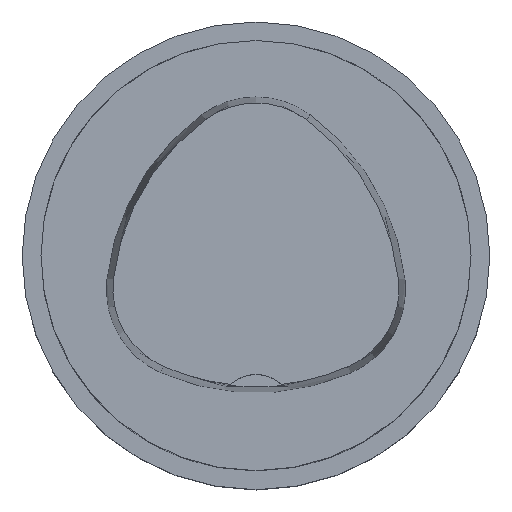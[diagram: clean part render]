
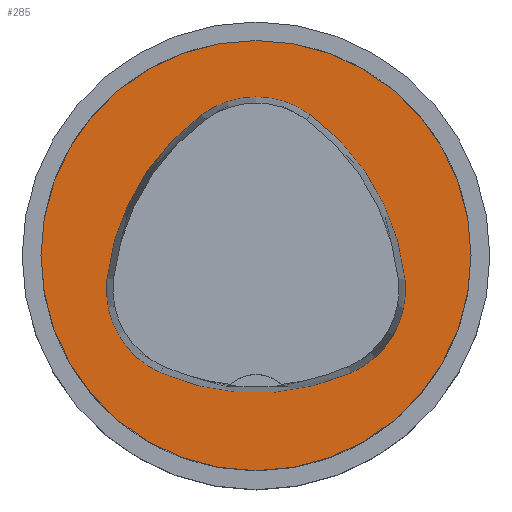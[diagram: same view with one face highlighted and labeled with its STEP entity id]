
A CAD part, top view. The second image highlights one B-rep face of the part: STEP entity #285.
In plain terms, the highlighted planar face has unit normal (0, 0, 1).
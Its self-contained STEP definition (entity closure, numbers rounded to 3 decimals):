
#105=PLANE('',#806);
#285=ADVANCED_FACE('',(#336,#337),#105,.T.);
#336=FACE_BOUND('',#375,.T.);
#337=FACE_BOUND('',#376,.T.);
#375=EDGE_LOOP('',(#480,#481,#482,#483,#484,#485));
#376=EDGE_LOOP('',(#486));
#480=ORIENTED_EDGE('',*,*,#695,.T.);
#481=ORIENTED_EDGE('',*,*,#675,.T.);
#482=ORIENTED_EDGE('',*,*,#679,.T.);
#483=ORIENTED_EDGE('',*,*,#682,.T.);
#484=ORIENTED_EDGE('',*,*,#685,.T.);
#485=ORIENTED_EDGE('',*,*,#693,.T.);
#486=ORIENTED_EDGE('',*,*,#665,.F.);
#604=VERTEX_POINT('',#1087);
#614=VERTEX_POINT('',#1108);
#615=VERTEX_POINT('',#1109);
#618=VERTEX_POINT('',#1117);
#620=VERTEX_POINT('',#1123);
#622=VERTEX_POINT('',#1129);
#629=VERTEX_POINT('',#1150);
#665=EDGE_CURVE('',#604,#604,#742,.T.);
#675=EDGE_CURVE('',#614,#615,#744,.T.);
#679=EDGE_CURVE('',#615,#618,#746,.T.);
#682=EDGE_CURVE('',#618,#620,#748,.T.);
#685=EDGE_CURVE('',#620,#622,#750,.T.);
#693=EDGE_CURVE('',#622,#629,#754,.T.);
#695=EDGE_CURVE('',#629,#614,#756,.T.);
#742=CIRCLE('',#777,40.0);
#744=CIRCLE('',#784,44.0);
#746=CIRCLE('',#787,17.0);
#748=CIRCLE('',#790,44.0);
#750=CIRCLE('',#793,17.0);
#754=CIRCLE('',#798,44.0);
#756=CIRCLE('',#801,17.0);
#777=AXIS2_PLACEMENT_3D('',#1086,#872,#873);
#784=AXIS2_PLACEMENT_3D('',#1107,#890,#891);
#787=AXIS2_PLACEMENT_3D('',#1116,#898,#899);
#790=AXIS2_PLACEMENT_3D('',#1122,#905,#906);
#793=AXIS2_PLACEMENT_3D('',#1128,#912,#913);
#798=AXIS2_PLACEMENT_3D('',#1151,#924,#925);
#801=AXIS2_PLACEMENT_3D('',#1154,#930,#931);
#806=AXIS2_PLACEMENT_3D('',#1159,#940,#941);
#872=DIRECTION('',(0.0,0.0,-1.0));
#873=DIRECTION('',(-1.0,0.0,0.0));
#890=DIRECTION('',(0.0,0.0,-1.0));
#891=DIRECTION('',(-1.0,0.0,0.0));
#898=DIRECTION('',(0.0,0.0,-1.0));
#899=DIRECTION('',(-1.0,0.0,0.0));
#905=DIRECTION('',(0.0,0.0,-1.0));
#906=DIRECTION('',(-1.0,0.0,0.0));
#912=DIRECTION('',(0.0,0.0,-1.0));
#913=DIRECTION('',(-1.0,0.0,0.0));
#924=DIRECTION('',(0.0,0.0,-1.0));
#925=DIRECTION('',(-1.0,0.0,0.0));
#930=DIRECTION('',(0.0,0.0,-1.0));
#931=DIRECTION('',(-1.0,0.0,0.0));
#940=DIRECTION('',(0.0,0.0,1.0));
#941=DIRECTION('',(1.0,0.0,0.0));
#1086=CARTESIAN_POINT('',(0.0,0.0,0.0));
#1087=CARTESIAN_POINT('',(-40.0,0.0,0.0));
#1107=CARTESIAN_POINT('',(16.01,-9.224,0.0));
#1108=CARTESIAN_POINT('',(-27.722,-4.378,0.0));
#1109=CARTESIAN_POINT('',(-10.119,26.178,0.0));
#1116=CARTESIAN_POINT('',(-0.023,12.5,0.0));
#1117=CARTESIAN_POINT('',(10.049,26.194,0.0));
#1122=CARTESIAN_POINT('',(-16.021,-9.25,0.0));
#1123=CARTESIAN_POINT('',(27.71,-4.394,0.0));
#1128=CARTESIAN_POINT('',(10.814,-6.27,0.0));
#1129=CARTESIAN_POINT('',(17.611,-21.852,0.0));
#1150=CARTESIAN_POINT('',(-17.652,-21.819,0.0));
#1151=CARTESIAN_POINT('',(0.017,18.477,0.0));
#1154=CARTESIAN_POINT('',(-10.825,-6.25,0.0));
#1159=CARTESIAN_POINT('',(0.0,0.0,0.0));
